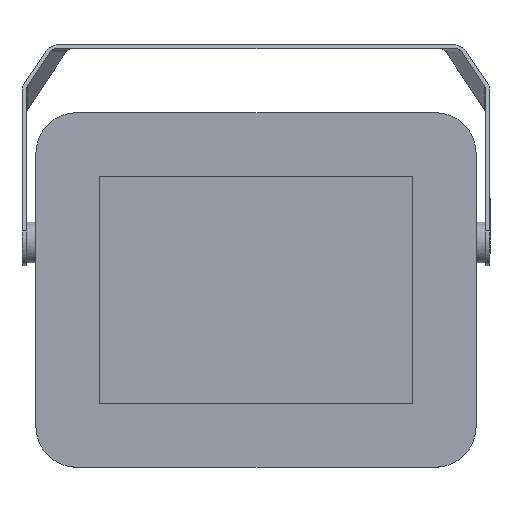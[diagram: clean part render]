
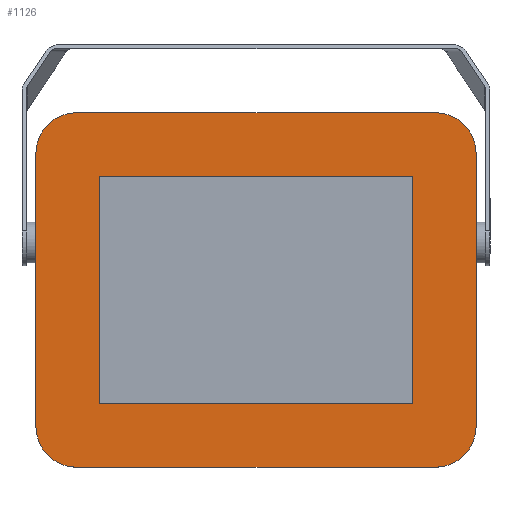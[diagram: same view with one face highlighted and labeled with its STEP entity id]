
A CAD part, top view. The second image highlights one B-rep face of the part: STEP entity #1126.
In plain terms, the highlighted planar face has unit normal (0, 0, 1).
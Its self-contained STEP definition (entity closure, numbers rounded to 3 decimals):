
#3 = ORIENTED_EDGE ( 'NONE', *, *, #3852, .T. ) ;
#50 = CARTESIAN_POINT ( 'NONE',  ( -61.5, -60.8, 0. ) ) ;
#114 = LINE ( 'NONE', #4137, #524 ) ;
#115 = VERTEX_POINT ( 'NONE', #2396 ) ;
#146 = VERTEX_POINT ( 'NONE', #3188 ) ;
#164 = VERTEX_POINT ( 'NONE', #1880 ) ;
#171 = AXIS2_PLACEMENT_3D ( 'NONE', #750, #3609, #380 ) ;
#225 = VERTEX_POINT ( 'NONE', #1168 ) ;
#226 = LINE ( 'NONE', #948, #4032 ) ;
#245 = VERTEX_POINT ( 'NONE', #50 ) ;
#287 = FACE_BOUND ( 'NONE', #2716, .T. ) ;
#310 = EDGE_CURVE ( 'NONE', #245, #1362, #114, .T. ) ;
#359 = AXIS2_PLACEMENT_3D ( 'NONE', #2336, #3429, #1580 ) ;
#370 = CARTESIAN_POINT ( 'NONE',  ( 61.5, 46.8, 0. ) ) ;
#380 = DIRECTION ( 'NONE',  ( 1., 0., 0. ) ) ;
#509 = DIRECTION ( 'NONE',  ( 1., 0., 0. ) ) ;
#524 = VECTOR ( 'NONE', #2300, 1000. ) ;
#537 = DIRECTION ( 'NONE',  ( 0., 0., 1. ) ) ;
#553 = CARTESIAN_POINT ( 'NONE',  ( -53.8, -38.8, 0. ) ) ;
#588 = CARTESIAN_POINT ( 'NONE',  ( -75.5, 46.8, 0. ) ) ;
#641 = DIRECTION ( 'NONE',  ( 1., 0., 0. ) ) ;
#725 = VECTOR ( 'NONE', #1552, 1000. ) ;
#743 = CARTESIAN_POINT ( 'NONE',  ( -53.8, 38.8, 0. ) ) ;
#750 = CARTESIAN_POINT ( 'NONE',  ( 0., 0., 0. ) ) ;
#757 = CARTESIAN_POINT ( 'NONE',  ( -61.5, 60.8, 0. ) ) ;
#828 = VERTEX_POINT ( 'NONE', #757 ) ;
#887 = DIRECTION ( 'NONE',  ( 0., 0., 1. ) ) ;
#948 = CARTESIAN_POINT ( 'NONE',  ( 53.8, -38.8, 0. ) ) ;
#1049 = AXIS2_PLACEMENT_3D ( 'NONE', #2704, #537, #641 ) ;
#1096 = CARTESIAN_POINT ( 'NONE',  ( -53.8, -38.8, 0. ) ) ;
#1126 = ADVANCED_FACE ( 'NONE', ( #2163, #287 ), #2140, .T. ) ;
#1145 = ORIENTED_EDGE ( 'NONE', *, *, #310, .T. ) ;
#1168 = CARTESIAN_POINT ( 'NONE',  ( 53.8, -38.8, 0. ) ) ;
#1200 = ORIENTED_EDGE ( 'NONE', *, *, #3947, .T. ) ;
#1257 = VECTOR ( 'NONE', #2870, 1000. ) ;
#1362 = VERTEX_POINT ( 'NONE', #3124 ) ;
#1418 = EDGE_CURVE ( 'NONE', #225, #164, #226, .T. ) ;
#1463 = CARTESIAN_POINT ( 'NONE',  ( -53.8, 38.8, 0. ) ) ;
#1471 = ORIENTED_EDGE ( 'NONE', *, *, #4413, .T. ) ;
#1552 = DIRECTION ( 'NONE',  ( 1., 0., 0. ) ) ;
#1566 = DIRECTION ( 'NONE',  ( 0., 0., 1. ) ) ;
#1580 = DIRECTION ( 'NONE',  ( 1., 0., 0. ) ) ;
#1861 = LINE ( 'NONE', #2532, #1257 ) ;
#1867 = CIRCLE ( 'NONE', #4393, 14. ) ;
#1868 = AXIS2_PLACEMENT_3D ( 'NONE', #2643, #1566, #3353 ) ;
#1880 = CARTESIAN_POINT ( 'NONE',  ( 53.8, 38.8, 0. ) ) ;
#1895 = LINE ( 'NONE', #3323, #725 ) ;
#1901 = ORIENTED_EDGE ( 'NONE', *, *, #4352, .T. ) ;
#1904 = DIRECTION ( 'NONE',  ( 0., 1., 0. ) ) ;
#2140 = PLANE ( 'NONE',  #171 ) ;
#2163 = FACE_OUTER_BOUND ( 'NONE', #3978, .T. ) ;
#2221 = EDGE_CURVE ( 'NONE', #115, #828, #3629, .T. ) ;
#2230 = CARTESIAN_POINT ( 'NONE',  ( 75.5, 60.8, 0. ) ) ;
#2300 = DIRECTION ( 'NONE',  ( 1., 0., 0. ) ) ;
#2336 = CARTESIAN_POINT ( 'NONE',  ( -61.5, 46.8, 0. ) ) ;
#2342 = ORIENTED_EDGE ( 'NONE', *, *, #2655, .T. ) ;
#2396 = CARTESIAN_POINT ( 'NONE',  ( 61.5, 60.8, 0. ) ) ;
#2445 = DIRECTION ( 'NONE',  ( 0., 1., 0. ) ) ;
#2486 = VERTEX_POINT ( 'NONE', #1463 ) ;
#2508 = DIRECTION ( 'NONE',  ( -1., 0., 0. ) ) ;
#2532 = CARTESIAN_POINT ( 'NONE',  ( 75.5, -60.8, 0. ) ) ;
#2643 = CARTESIAN_POINT ( 'NONE',  ( 61.5, -46.8, 0. ) ) ;
#2655 = EDGE_CURVE ( 'NONE', #2486, #164, #3249, .T. ) ;
#2704 = CARTESIAN_POINT ( 'NONE',  ( -61.5, -46.8, 0. ) ) ;
#2716 = EDGE_LOOP ( 'NONE', ( #4053, #1200, #2342, #4480 ) ) ;
#2734 = DIRECTION ( 'NONE',  ( 1., 0., 0. ) ) ;
#2813 = EDGE_CURVE ( 'NONE', #1362, #146, #3891, .T. ) ;
#2864 = VECTOR ( 'NONE', #509, 1000. ) ;
#2870 = DIRECTION ( 'NONE',  ( 0., 1., 0. ) ) ;
#2998 = VECTOR ( 'NONE', #2508, 1000. ) ;
#3124 = CARTESIAN_POINT ( 'NONE',  ( 61.5, -60.8, 0. ) ) ;
#3133 = DIRECTION ( 'NONE',  ( 0., -1., 0. ) ) ;
#3188 = CARTESIAN_POINT ( 'NONE',  ( 75.5, -46.8, 0. ) ) ;
#3189 = ORIENTED_EDGE ( 'NONE', *, *, #3315, .T. ) ;
#3212 = VERTEX_POINT ( 'NONE', #1096 ) ;
#3220 = CIRCLE ( 'NONE', #1049, 14. ) ;
#3226 = LINE ( 'NONE', #4553, #3585 ) ;
#3234 = ORIENTED_EDGE ( 'NONE', *, *, #2221, .T. ) ;
#3249 = LINE ( 'NONE', #743, #2864 ) ;
#3315 = EDGE_CURVE ( 'NONE', #828, #3702, #4404, .T. ) ;
#3323 = CARTESIAN_POINT ( 'NONE',  ( -53.8, -38.8, 0. ) ) ;
#3353 = DIRECTION ( 'NONE',  ( 1., 0., 0. ) ) ;
#3429 = DIRECTION ( 'NONE',  ( 0., 0., 1. ) ) ;
#3439 = ORIENTED_EDGE ( 'NONE', *, *, #2813, .T. ) ;
#3585 = VECTOR ( 'NONE', #3133, 1000. ) ;
#3609 = DIRECTION ( 'NONE',  ( 0., 0., 1. ) ) ;
#3629 = LINE ( 'NONE', #2230, #2998 ) ;
#3652 = VECTOR ( 'NONE', #1904, 1000. ) ;
#3702 = VERTEX_POINT ( 'NONE', #588 ) ;
#3717 = ORIENTED_EDGE ( 'NONE', *, *, #4523, .T. ) ;
#3776 = CARTESIAN_POINT ( 'NONE',  ( -75.5, -46.8, 0. ) ) ;
#3816 = CARTESIAN_POINT ( 'NONE',  ( 75.5, 46.8, 0. ) ) ;
#3852 = EDGE_CURVE ( 'NONE', #146, #4279, #1861, .T. ) ;
#3891 = CIRCLE ( 'NONE', #1868, 14. ) ;
#3923 = VERTEX_POINT ( 'NONE', #3776 ) ;
#3947 = EDGE_CURVE ( 'NONE', #3212, #2486, #4089, .T. ) ;
#3978 = EDGE_LOOP ( 'NONE', ( #3, #1471, #3234, #3189, #1901, #3717, #1145, #3439 ) ) ;
#4032 = VECTOR ( 'NONE', #2445, 1000. ) ;
#4053 = ORIENTED_EDGE ( 'NONE', *, *, #4121, .F. ) ;
#4089 = LINE ( 'NONE', #553, #3652 ) ;
#4121 = EDGE_CURVE ( 'NONE', #3212, #225, #1895, .T. ) ;
#4137 = CARTESIAN_POINT ( 'NONE',  ( 75.5, -60.8, 0. ) ) ;
#4279 = VERTEX_POINT ( 'NONE', #3816 ) ;
#4352 = EDGE_CURVE ( 'NONE', #3702, #3923, #3226, .T. ) ;
#4393 = AXIS2_PLACEMENT_3D ( 'NONE', #370, #887, #2734 ) ;
#4404 = CIRCLE ( 'NONE', #359, 14. ) ;
#4413 = EDGE_CURVE ( 'NONE', #4279, #115, #1867, .T. ) ;
#4480 = ORIENTED_EDGE ( 'NONE', *, *, #1418, .F. ) ;
#4523 = EDGE_CURVE ( 'NONE', #3923, #245, #3220, .T. ) ;
#4553 = CARTESIAN_POINT ( 'NONE',  ( -75.5, -60.8, 0. ) ) ;
